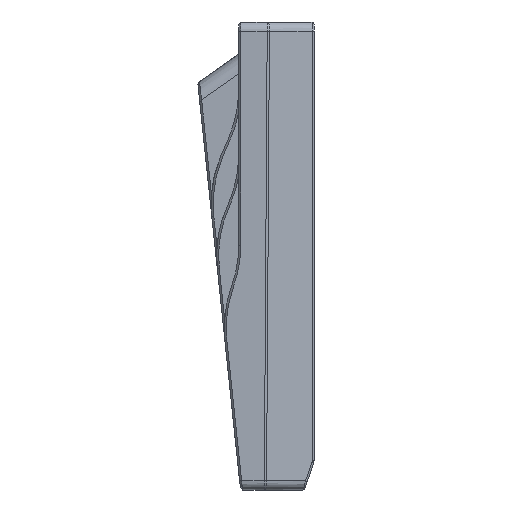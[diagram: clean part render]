
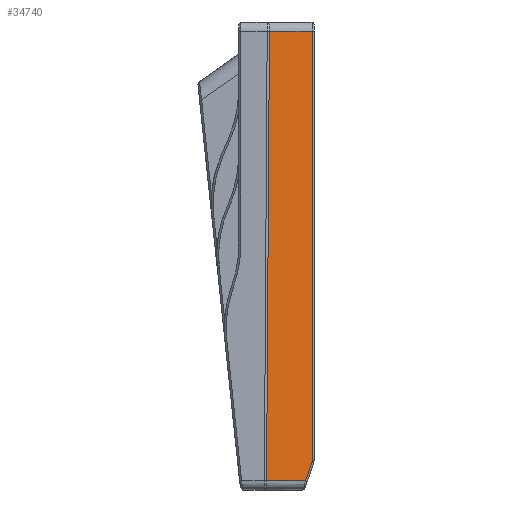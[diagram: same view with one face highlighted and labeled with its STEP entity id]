
A CAD part, left-side view. The second image highlights one B-rep face of the part: STEP entity #34740.
In plain terms, the highlighted planar face has unit normal (-0.99, -0.139, -0.001).
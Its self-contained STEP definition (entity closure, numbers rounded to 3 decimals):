
#1531=PLANE('',#36670);
#2326=LINE('',#48088,#5628);
#2328=LINE('',#48121,#5630);
#2336=LINE('',#48227,#5638);
#2338=LINE('',#48233,#5640);
#2339=LINE('',#48234,#5641);
#5628=VECTOR('',#39356,10.);
#5630=VECTOR('',#39370,10.);
#5638=VECTOR('',#39406,10.);
#5640=VECTOR('',#39412,10.);
#5641=VECTOR('',#39413,4.);
#9547=FACE_OUTER_BOUND('',#11441,.T.);
#11441=EDGE_LOOP('',(#23836,#23837,#23838,#23839,#23840,#23841));
#13496=ELLIPSE('',#36651,1.515,1.5);
#14755=VERTEX_POINT('',#48085);
#14756=VERTEX_POINT('',#48087);
#14759=VERTEX_POINT('',#48113);
#14761=VERTEX_POINT('',#48119);
#14770=VERTEX_POINT('',#48226);
#14772=VERTEX_POINT('',#48232);
#18347=EDGE_CURVE('',#14755,#14756,#2326,.T.);
#18351=EDGE_CURVE('',#14759,#14755,#13496,.T.);
#18354=EDGE_CURVE('',#14761,#14759,#2328,.T.);
#18372=EDGE_CURVE('',#14756,#14770,#2336,.T.);
#18375=EDGE_CURVE('',#14772,#14761,#2338,.T.);
#18376=EDGE_CURVE('',#14770,#14772,#2339,.T.);
#23836=ORIENTED_EDGE('',*,*,#18347,.F.);
#23837=ORIENTED_EDGE('',*,*,#18351,.F.);
#23838=ORIENTED_EDGE('',*,*,#18354,.F.);
#23839=ORIENTED_EDGE('',*,*,#18375,.F.);
#23840=ORIENTED_EDGE('',*,*,#18376,.F.);
#23841=ORIENTED_EDGE('',*,*,#18372,.F.);
#34740=ADVANCED_FACE('',(#9547),#1531,.T.);
#36651=AXIS2_PLACEMENT_3D('',#48115,#39362,#39363);
#36670=AXIS2_PLACEMENT_3D('',#48231,#39410,#39411);
#39356=DIRECTION('',(-0.045,0.325,-0.945));
#39362=DIRECTION('center_axis',(0.99,0.139,0.001));
#39363=DIRECTION('ref_axis',(0.139,-0.99,-0.006));
#39370=DIRECTION('',(0.001,0.,-1.));
#39406=DIRECTION('',(-0.139,0.99,0.));
#39410=DIRECTION('center_axis',(-0.99,-0.139,-0.001));
#39411=DIRECTION('ref_axis',(0.139,-0.99,0.));
#39412=DIRECTION('',(0.139,-0.99,0.));
#39413=DIRECTION('',(0.,-0.006,1.));
#48085=CARTESIAN_POINT('',(-4.217,-36.541,-3.965));
#48087=CARTESIAN_POINT('',(-4.433,-34.975,-8.513));
#48088=CARTESIAN_POINT('',(-2.025,-52.433,42.188));
#48113=CARTESIAN_POINT('',(-4.206,-36.623,-3.477));
#48115=CARTESIAN_POINT('Origin',(-4.417,-35.123,-3.477));
#48119=CARTESIAN_POINT('',(-4.302,-36.623,103.087));
#48121=CARTESIAN_POINT('',(-4.277,-36.623,75.655));
#48226=CARTESIAN_POINT('',(-5.797,-25.273,-8.513));
#48227=CARTESIAN_POINT('',(-5.887,-24.63,-8.513));
#48231=CARTESIAN_POINT('Origin',(-6.136,-23.579,104.152));
#48232=CARTESIAN_POINT('',(-5.797,-25.985,103.087));
#48233=CARTESIAN_POINT('',(-3.126,-44.986,103.087));
#48234=CARTESIAN_POINT('',(-5.797,-25.991,104.136));
